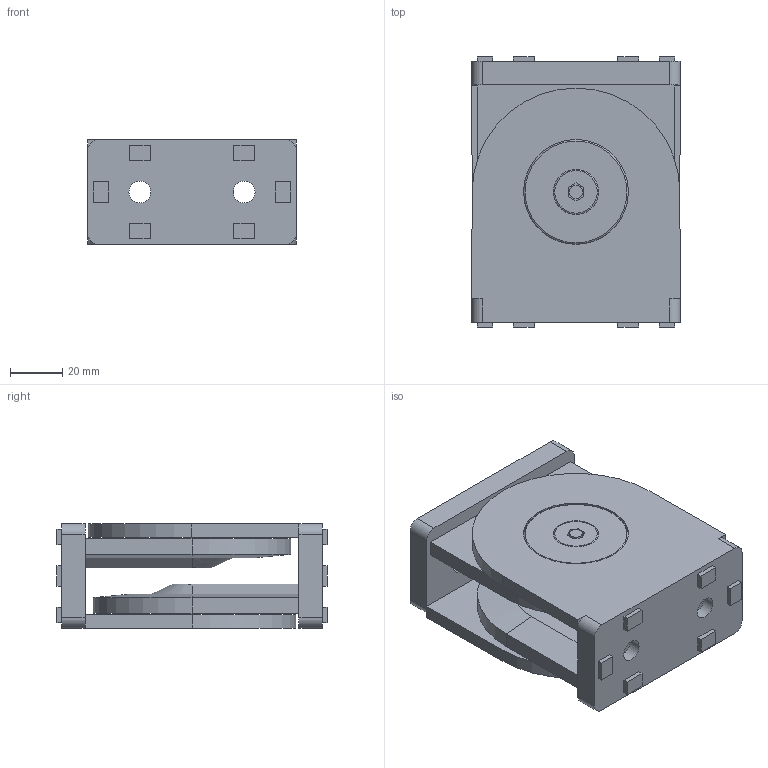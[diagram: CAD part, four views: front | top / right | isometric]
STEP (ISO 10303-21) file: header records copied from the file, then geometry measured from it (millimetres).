
FILE_DESCRIPTION( ( 'STEP AP214' ), '1' );
FILE_NAME( 'K1051.08408008.stp', '2020-12-10T09:29:02', ( '' ), ( '' ), ' ', 'PARTsolutions', ' ' );
FILE_SCHEMA( ( 'AUTOMOTIVE_DESIGN { 1 0 10303 214 1 1 1 1 }' ) );
Length unit declared in the file: millimetre
Products named in the file (2): K1051.08408008; _K1051_gelenk83
Assembly tree (2 placements, depth 2):
  K1051.08408008
    _K1051_gelenk83  x2
Bounding box: 80 x 103.6 x 40 mm (x, y, z)
Volume: 197919.8 mm3; surface area: 67372.2 mm2
Topology: 2 solids, 2 shells, 182 faces, 440 edges, 288 vertices
Faces by surface type: plane 148, cylinder 26, torus 4, cone 4
Full cylindrical faces by diameter (mm): 5 x4, 8.4 x4, 17.3 x2, 40 x2, 40.2 x2
Entity records: 3322 total; most frequent: CARTESIAN_POINT 441, DIRECTION 426, ORIENTED_EDGE 414, EDGE_CURVE 207, LINE 176, VECTOR 176, VERTEX_POINT 140, AXIS2_PLACEMENT_3D 125
